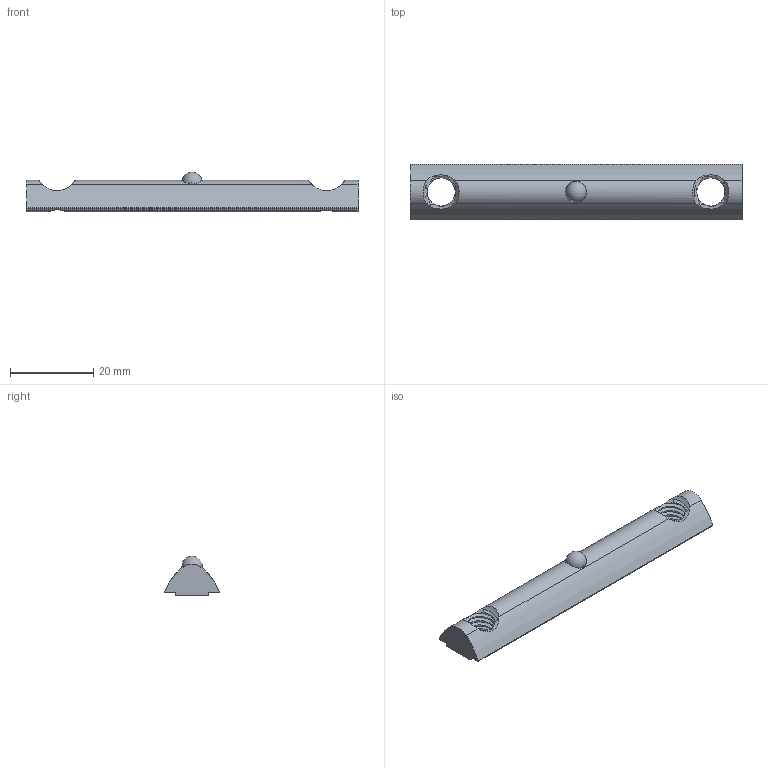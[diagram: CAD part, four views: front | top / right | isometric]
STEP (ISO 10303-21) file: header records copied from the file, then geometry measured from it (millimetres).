
FILE_DESCRIPTION(/* description */ (''),/* implementation_level */ '2;1');
FILE_NAME(/* name */ 'Klizna matica 8 sa kuglicom 80 2xM8.step',/* time_stamp */ '2024-01-10T12:16:49+01:00',/* author */ (''),/* organization */ (''),/* preprocessor_version */ 'ST-DEVELOPER v20',/* originating_system */ 'Autodesk Translation Framework v12.14.0.127',/* authorisation */ '');
FILE_SCHEMA (('AUTOMOTIVE_DESIGN { 1 0 10303 214 3 1 1 }'));
Length unit declared in the file: millimetre
Products named in the file (1): klizna_matica_8x80.prt.f3d 
Bounding box: 80 x 13.3 x 9.54 mm (x, y, z)
Volume: 4744.3 mm3; surface area: 3268.7 mm2
Topology: 2 solids, 2 shells, 76 faces, 221 edges, 147 vertices
Faces by surface type: cylinder 47, bspline 14, plane 9, cone 5, sphere 1
Full cylindrical faces by diameter (mm): 5.1 x1, 6.8 x4, 8.17 x3
Entity records: 5205 total; most frequent: CARTESIAN_POINT 3442, ORIENTED_EDGE 436, DIRECTION 245, EDGE_CURVE 218, VERTEX_POINT 147, B_SPLINE_CURVE_WITH_KNOTS 124, AXIS2_PLACEMENT_3D 94, EDGE_LOOP 81
